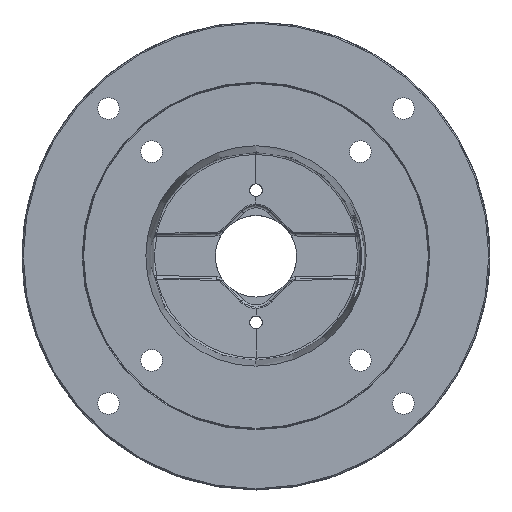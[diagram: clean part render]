
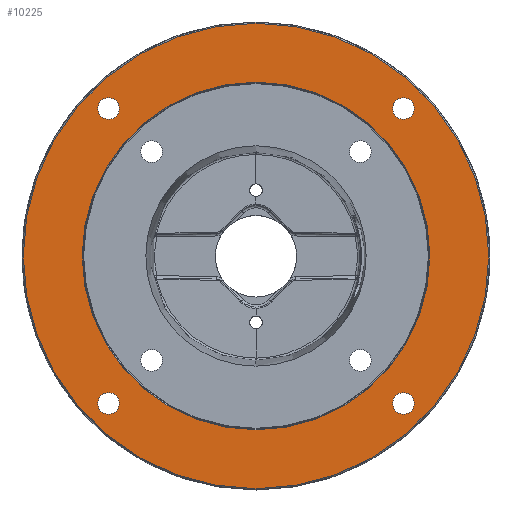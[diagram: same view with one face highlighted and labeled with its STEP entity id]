
A CAD part, top view. The second image highlights one B-rep face of the part: STEP entity #10225.
In plain terms, the highlighted planar face has unit normal (0, 0, 1).
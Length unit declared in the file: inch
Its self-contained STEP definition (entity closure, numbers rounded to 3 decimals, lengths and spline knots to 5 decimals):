
#35=CARTESIAN_POINT('',(0.,0.,-0.08));
#36=DIRECTION('',(0.,0.,1.));
#37=DIRECTION('',(0.,1.,0.));
#38=AXIS2_PLACEMENT_3D('',#35,#36,#37);
#44=CARTESIAN_POINT('',(0.,0.,-0.08));
#45=DIRECTION('',(0.,0.,-1.));
#46=DIRECTION('',(0.,1.,0.));
#47=AXIS2_PLACEMENT_3D('',#44,#45,#46);
#624=CARTESIAN_POINT('',(-3.62392,3.62392,-0.08));
#625=DIRECTION('',(0.,0.,-1.));
#626=DIRECTION('',(-0.707,0.707,0.));
#627=AXIS2_PLACEMENT_3D('',#624,#625,#626);
#629=CARTESIAN_POINT('',(-3.62392,3.62392,-0.08));
#630=DIRECTION('',(0.,0.,-1.));
#631=DIRECTION('',(0.707,-0.707,0.));
#632=AXIS2_PLACEMENT_3D('',#629,#630,#631);
#634=CARTESIAN_POINT('',(-3.62392,-3.62392,-0.08));
#635=DIRECTION('',(0.,0.,-1.));
#636=DIRECTION('',(-0.707,-0.707,0.));
#637=AXIS2_PLACEMENT_3D('',#634,#635,#636);
#639=CARTESIAN_POINT('',(-3.62392,-3.62392,-0.08));
#640=DIRECTION('',(0.,0.,-1.));
#641=DIRECTION('',(0.707,0.707,0.));
#642=AXIS2_PLACEMENT_3D('',#639,#640,#641);
#644=CARTESIAN_POINT('',(3.62392,-3.62392,-0.08));
#645=DIRECTION('',(0.,0.,-1.));
#646=DIRECTION('',(0.707,-0.707,0.));
#647=AXIS2_PLACEMENT_3D('',#644,#645,#646);
#649=CARTESIAN_POINT('',(3.62392,-3.62392,-0.08));
#650=DIRECTION('',(0.,0.,-1.));
#651=DIRECTION('',(-0.707,0.707,0.));
#652=AXIS2_PLACEMENT_3D('',#649,#650,#651);
#654=CARTESIAN_POINT('',(3.62392,3.62392,-0.08));
#655=DIRECTION('',(0.,0.,-1.));
#656=DIRECTION('',(0.707,0.707,0.));
#657=AXIS2_PLACEMENT_3D('',#654,#655,#656);
#659=CARTESIAN_POINT('',(3.62392,3.62392,-0.08));
#660=DIRECTION('',(0.,0.,-1.));
#661=DIRECTION('',(-0.707,-0.707,0.));
#662=AXIS2_PLACEMENT_3D('',#659,#660,#661);
#664=CARTESIAN_POINT('',(0.,0.,-0.08));
#665=DIRECTION('',(0.,0.,1.));
#666=DIRECTION('',(0.,1.,0.));
#667=AXIS2_PLACEMENT_3D('',#664,#665,#666);
#669=CARTESIAN_POINT('',(0.,0.,-0.08));
#670=DIRECTION('',(0.,0.,1.));
#671=DIRECTION('',(0.,-1.,0.));
#672=AXIS2_PLACEMENT_3D('',#669,#670,#671);
#8908=CARTESIAN_POINT('',(0.,5.72,-0.08));
#8909=CARTESIAN_POINT('',(0.,-5.72,-0.08));
#8910=VERTEX_POINT('',#8908);
#8911=VERTEX_POINT('',#8909);
#8932=CARTESIAN_POINT('',(-3.81131,3.81131,-0.08));
#8933=CARTESIAN_POINT('',(-3.43654,3.43654,-0.08));
#8934=VERTEX_POINT('',#8932);
#8935=VERTEX_POINT('',#8933);
#8976=CARTESIAN_POINT('',(-3.81131,-3.81131,-0.08));
#8977=CARTESIAN_POINT('',(-3.43654,-3.43654,-0.08));
#8978=VERTEX_POINT('',#8976);
#8979=VERTEX_POINT('',#8977);
#8984=CARTESIAN_POINT('',(3.81131,-3.81131,-0.08));
#8985=CARTESIAN_POINT('',(3.43654,-3.43654,-0.08));
#8986=VERTEX_POINT('',#8984);
#8987=VERTEX_POINT('',#8985);
#8992=CARTESIAN_POINT('',(3.81131,3.81131,-0.08));
#8993=CARTESIAN_POINT('',(3.43654,3.43654,-0.08));
#8994=VERTEX_POINT('',#8992);
#8995=VERTEX_POINT('',#8993);
#9012=CARTESIAN_POINT('',(0.,4.271,-0.08));
#9013=CARTESIAN_POINT('',(0.,-4.271,-0.08));
#9014=VERTEX_POINT('',#9012);
#9015=VERTEX_POINT('',#9013);
#10187=CARTESIAN_POINT('',(0.,0.,-0.08));
#10188=DIRECTION('',(0.,0.,1.));
#10189=DIRECTION('',(0.,1.,0.));
#10190=AXIS2_PLACEMENT_3D('',#10187,#10188,#10189);
#10191=PLANE('',#10190);
#10192=ORIENTED_EDGE('',*,*,#9158,.T.);
#10193=ORIENTED_EDGE('',*,*,#9143,.F.);
#10194=EDGE_LOOP('',(#10192,#10193));
#10195=FACE_OUTER_BOUND('',#10194,.F.);
#10197=ORIENTED_EDGE('',*,*,#10196,.F.);
#10199=ORIENTED_EDGE('',*,*,#10198,.F.);
#10200=EDGE_LOOP('',(#10197,#10199));
#10201=FACE_BOUND('',#10200,.F.);
#10203=ORIENTED_EDGE('',*,*,#10202,.F.);
#10205=ORIENTED_EDGE('',*,*,#10204,.F.);
#10206=EDGE_LOOP('',(#10203,#10205));
#10207=FACE_BOUND('',#10206,.F.);
#10209=ORIENTED_EDGE('',*,*,#10208,.F.);
#10211=ORIENTED_EDGE('',*,*,#10210,.F.);
#10212=EDGE_LOOP('',(#10209,#10211));
#10213=FACE_BOUND('',#10212,.F.);
#10215=ORIENTED_EDGE('',*,*,#10214,.F.);
#10217=ORIENTED_EDGE('',*,*,#10216,.F.);
#10218=EDGE_LOOP('',(#10215,#10217));
#10219=FACE_BOUND('',#10218,.F.);
#10221=ORIENTED_EDGE('',*,*,#10220,.T.);
#10222=ORIENTED_EDGE('',*,*,#10177,.T.);
#10223=EDGE_LOOP('',(#10221,#10222));
#10224=FACE_BOUND('',#10223,.F.);
#10225=ADVANCED_FACE('',(#10195,#10201,#10207,#10213,#10219,#10224),#10191,.T.);
#39=CIRCLE('',#38,5.72);
#48=CIRCLE('',#47,5.72);
#628=CIRCLE('',#627,0.265);
#633=CIRCLE('',#632,0.265);
#638=CIRCLE('',#637,0.265);
#643=CIRCLE('',#642,0.265);
#648=CIRCLE('',#647,0.265);
#653=CIRCLE('',#652,0.265);
#658=CIRCLE('',#657,0.265);
#663=CIRCLE('',#662,0.265);
#668=CIRCLE('',#667,4.271);
#673=CIRCLE('',#672,4.271);
#9143=EDGE_CURVE('',#8910,#8911,#39,.T.);
#9158=EDGE_CURVE('',#8910,#8911,#48,.T.);
#10177=EDGE_CURVE('',#9015,#9014,#673,.T.);
#10196=EDGE_CURVE('',#8934,#8935,#628,.T.);
#10198=EDGE_CURVE('',#8935,#8934,#633,.T.);
#10202=EDGE_CURVE('',#8978,#8979,#638,.T.);
#10204=EDGE_CURVE('',#8979,#8978,#643,.T.);
#10208=EDGE_CURVE('',#8986,#8987,#648,.T.);
#10210=EDGE_CURVE('',#8987,#8986,#653,.T.);
#10214=EDGE_CURVE('',#8994,#8995,#658,.T.);
#10216=EDGE_CURVE('',#8995,#8994,#663,.T.);
#10220=EDGE_CURVE('',#9014,#9015,#668,.T.);
